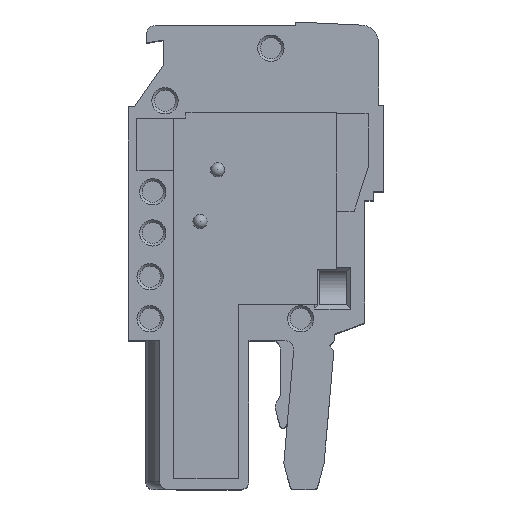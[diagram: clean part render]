
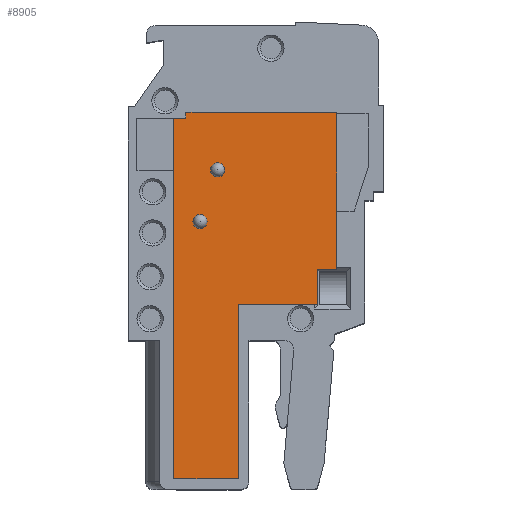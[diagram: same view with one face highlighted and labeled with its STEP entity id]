
A CAD part, top view. The second image highlights one B-rep face of the part: STEP entity #8905.
In plain terms, the highlighted planar face has unit normal (0, 0, 1).
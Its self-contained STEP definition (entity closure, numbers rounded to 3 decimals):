
#107=CIRCLE('',#9466,0.403);
#108=CIRCLE('',#9467,0.403);
#595=ORIENTED_EDGE('',*,*,#3147,.F.);
#596=ORIENTED_EDGE('',*,*,#3148,.F.);
#597=ORIENTED_EDGE('',*,*,#3144,.T.);
#598=ORIENTED_EDGE('',*,*,#3149,.T.);
#599=ORIENTED_EDGE('',*,*,#3142,.T.);
#600=ORIENTED_EDGE('',*,*,#3150,.T.);
#601=ORIENTED_EDGE('',*,*,#3151,.T.);
#602=ORIENTED_EDGE('',*,*,#3152,.T.);
#603=ORIENTED_EDGE('',*,*,#3153,.T.);
#604=ORIENTED_EDGE('',*,*,#3154,.T.);
#605=ORIENTED_EDGE('',*,*,#3155,.T.);
#606=ORIENTED_EDGE('',*,*,#3156,.T.);
#607=ORIENTED_EDGE('',*,*,#3157,.T.);
#608=ORIENTED_EDGE('',*,*,#3158,.T.);
#609=ORIENTED_EDGE('',*,*,#3159,.T.);
#3142=EDGE_CURVE('',#4412,#4414,#5254,.T.);
#3144=EDGE_CURVE('',#4417,#4415,#5256,.T.);
#3147=EDGE_CURVE('',#4419,#4419,#107,.T.);
#3148=EDGE_CURVE('',#4420,#4420,#108,.T.);
#3149=EDGE_CURVE('',#4415,#4412,#5259,.T.);
#3150=EDGE_CURVE('',#4414,#4421,#5260,.T.);
#3151=EDGE_CURVE('',#4421,#4422,#5261,.T.);
#3152=EDGE_CURVE('',#4422,#4423,#5262,.T.);
#3153=EDGE_CURVE('',#4423,#4424,#5263,.T.);
#3154=EDGE_CURVE('',#4424,#4425,#5264,.T.);
#3155=EDGE_CURVE('',#4425,#4426,#5265,.T.);
#3156=EDGE_CURVE('',#4426,#4427,#5266,.T.);
#3157=EDGE_CURVE('',#4427,#4428,#5267,.T.);
#3158=EDGE_CURVE('',#4428,#4429,#5268,.T.);
#3159=EDGE_CURVE('',#4429,#4417,#5269,.T.);
#4412=VERTEX_POINT('',#13150);
#4414=VERTEX_POINT('',#13154);
#4415=VERTEX_POINT('',#13158);
#4417=VERTEX_POINT('',#13161);
#4419=VERTEX_POINT('',#13167);
#4420=VERTEX_POINT('',#13169);
#4421=VERTEX_POINT('',#13172);
#4422=VERTEX_POINT('',#13174);
#4423=VERTEX_POINT('',#13176);
#4424=VERTEX_POINT('',#13178);
#4425=VERTEX_POINT('',#13180);
#4426=VERTEX_POINT('',#13182);
#4427=VERTEX_POINT('',#13184);
#4428=VERTEX_POINT('',#13186);
#4429=VERTEX_POINT('',#13188);
#5254=LINE('',#13155,#6331);
#5256=LINE('',#13160,#6333);
#5259=LINE('',#13170,#6336);
#5260=LINE('',#13171,#6337);
#5261=LINE('',#13173,#6338);
#5262=LINE('',#13175,#6339);
#5263=LINE('',#13177,#6340);
#5264=LINE('',#13179,#6341);
#5265=LINE('',#13181,#6342);
#5266=LINE('',#13183,#6343);
#5267=LINE('',#13185,#6344);
#5268=LINE('',#13187,#6345);
#5269=LINE('',#13189,#6346);
#6331=VECTOR('',#10429,1000.);
#6333=VECTOR('',#10433,1000.);
#6336=VECTOR('',#10442,1000.);
#6337=VECTOR('',#10443,1000.);
#6338=VECTOR('',#10444,1000.);
#6339=VECTOR('',#10445,1000.);
#6340=VECTOR('',#10446,1000.);
#6341=VECTOR('',#10447,1000.);
#6342=VECTOR('',#10448,1000.);
#6343=VECTOR('',#10449,1000.);
#6344=VECTOR('',#10450,1000.);
#6345=VECTOR('',#10451,1000.);
#6346=VECTOR('',#10452,1000.);
#7246=EDGE_LOOP('',(#595));
#7247=EDGE_LOOP('',(#596));
#7248=EDGE_LOOP('',(#597,#598,#599,#600,#601,#602,#603,#604,#605,#606,#607,
#608,#609));
#7888=FACE_BOUND('',#7246,.T.);
#7889=FACE_BOUND('',#7247,.T.);
#7890=FACE_BOUND('',#7248,.T.);
#8512=PLANE('',#9465);
#8905=ADVANCED_FACE('',(#7888,#7889,#7890),#8512,.T.);
#9465=AXIS2_PLACEMENT_3D('',#13165,#10436,#10437);
#9466=AXIS2_PLACEMENT_3D('',#13166,#10438,#10439);
#9467=AXIS2_PLACEMENT_3D('',#13168,#10440,#10441);
#10429=DIRECTION('',(0.,-1.,0.));
#10433=DIRECTION('',(0.,1.,0.));
#10436=DIRECTION('',(0.,0.,1.));
#10437=DIRECTION('',(1.,0.,0.));
#10438=DIRECTION('',(0.,0.,1.));
#10439=DIRECTION('',(1.,0.,0.));
#10440=DIRECTION('',(0.,0.,1.));
#10441=DIRECTION('',(1.,0.,0.));
#10442=DIRECTION('',(-1.,0.,0.));
#10443=DIRECTION('',(-1.,0.,0.));
#10444=DIRECTION('',(0.,-1.,0.));
#10445=DIRECTION('',(0.,-1.,0.));
#10446=DIRECTION('',(1.,0.,0.));
#10447=DIRECTION('',(0.,1.,0.));
#10448=DIRECTION('',(1.,0.,0.));
#10449=DIRECTION('',(0.,1.,0.));
#10450=DIRECTION('',(1.,0.,0.));
#10451=DIRECTION('',(0.,1.,0.));
#10452=DIRECTION('',(0.,1.,0.));
#13150=CARTESIAN_POINT('',(-15.833,21.54,-0.15));
#13154=CARTESIAN_POINT('',(-15.833,21.2,-0.15));
#13155=CARTESIAN_POINT('',(-15.833,23.9,-0.15));
#13158=CARTESIAN_POINT('',(-7.233,21.54,-0.15));
#13160=CARTESIAN_POINT('',(-7.233,12.55,-0.15));
#13161=CARTESIAN_POINT('',(-7.233,21.45,-0.15));
#13165=CARTESIAN_POINT('',(-16.533,0.6,-0.15));
#13166=CARTESIAN_POINT('',(-14.03,18.25,-0.15));
#13167=CARTESIAN_POINT('',(-13.627,18.25,-0.15));
#13168=CARTESIAN_POINT('',(-15.03,15.3,-0.15));
#13169=CARTESIAN_POINT('',(-14.627,15.3,-0.15));
#13170=CARTESIAN_POINT('',(-16.533,21.54,-0.15));
#13171=CARTESIAN_POINT('',(-15.833,21.2,-0.15));
#13172=CARTESIAN_POINT('',(-16.533,21.2,-0.15));
#13173=CARTESIAN_POINT('',(-16.533,18.2,-0.15));
#13174=CARTESIAN_POINT('',(-16.533,18.2,-0.15));
#13175=CARTESIAN_POINT('',(-16.533,18.2,-0.15));
#13176=CARTESIAN_POINT('',(-16.533,0.6,-0.15));
#13177=CARTESIAN_POINT('',(-16.533,0.6,-0.15));
#13178=CARTESIAN_POINT('',(-12.833,0.6,-0.15));
#13179=CARTESIAN_POINT('',(-12.833,0.6,-0.15));
#13180=CARTESIAN_POINT('',(-12.833,10.55,-0.15));
#13181=CARTESIAN_POINT('',(-12.833,10.55,-0.15));
#13182=CARTESIAN_POINT('',(-8.333,10.55,-0.15));
#13183=CARTESIAN_POINT('',(-8.333,10.55,-0.15));
#13184=CARTESIAN_POINT('',(-8.333,12.55,-0.15));
#13185=CARTESIAN_POINT('',(-8.333,12.55,-0.15));
#13186=CARTESIAN_POINT('',(-7.233,12.55,-0.15));
#13187=CARTESIAN_POINT('',(-7.233,12.55,-0.15));
#13188=CARTESIAN_POINT('',(-7.233,15.9,-0.15));
#13189=CARTESIAN_POINT('',(-7.233,12.55,-0.15));
